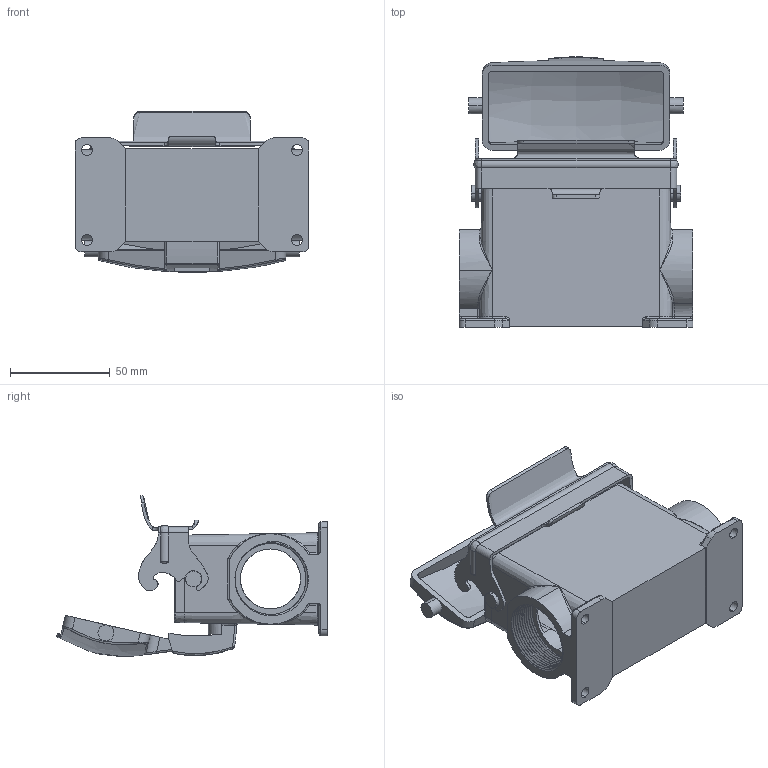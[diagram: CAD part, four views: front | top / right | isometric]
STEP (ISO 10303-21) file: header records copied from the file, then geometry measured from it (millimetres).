
FILE_DESCRIPTION (( 'STEP AP214' ), '1' );
FILE_NAME ('ZP-MC16B-2-SSM29CL.step', '2015-08-12T18:06:41', ( '' ), ( '' ), 'SwSTEP 2.0', 'SolidWorks 2014', '' );
FILE_SCHEMA (( 'AUTOMOTIVE_DESIGN' ));
Length unit declared in the file: millimetre
Products named in the file (1): ZP-MC16B-2-SSM29CL
Bounding box: 117 x 135.48 x 80.55 mm (x, y, z)
Volume: 176579.7 mm3; surface area: 82357.1 mm2
Topology: 3 solids, 3 shells, 455 faces, 1160 edges, 714 vertices
Faces by surface type: cylinder 176, plane 158, bspline 70, torus 24, cone 21, sphere 6
Entity records: 23752 total; most frequent: CARTESIAN_POINT 10468, ORIENTED_EDGE 2296, DIRECTION 1908, EDGE_CURVE 1148, VERTEX_POINT 714, AXIS2_PLACEMENT_3D 697, VECTOR 514, LINE 514
